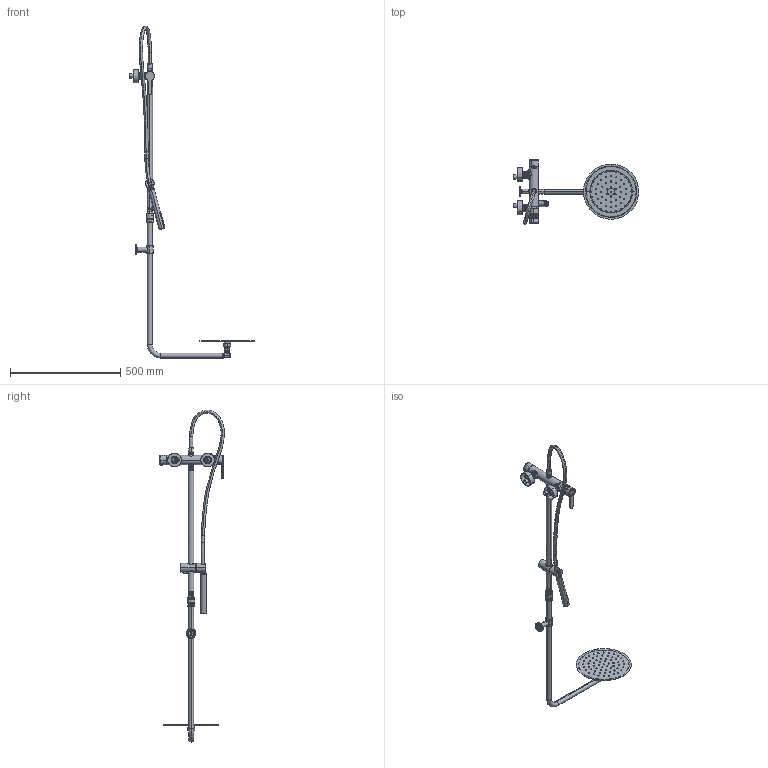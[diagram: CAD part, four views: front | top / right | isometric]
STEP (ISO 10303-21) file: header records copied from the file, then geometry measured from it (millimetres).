
FILE_DESCRIPTION(('CATIA V5 STEP Exchange','CAx-IF Rec.Pracs.--- Model Styling and Organization---1.5--- 2016-08-15','CAx-IF Rec.Pracs.---Supplemental Geometry---1.0---2011-11-01','CAx-IF Rec.Pracs.--- Composite Materials ---3.4---2017-06-13','CAx-IF Rec.Pracs.---Tessellated 3D Geometry---1.0---2015-12-17'),'2;1');
FILE_NAME('H200403221 x Rendering.stp','2023-12-20T14:10:50+00:00',('none'),('none'),'CATIA Version 5-6 Release 2020 SP2','CATIA V5 STEP AP242 v2','none');
FILE_SCHEMA(('AP242_MANAGED_MODEL_BASED_3D_ENGINEERING_MIM_LF {1 0 10303 442 1 1 4}'));
Products named in the file (68): H200403221_ASM; PR443_402_T2_ASM; ASM0001_T2_ASM; PRT0002; PRT0003; PRT0004; PRT0005; PRT0006; P95193_00_ASM_ASM; PRT0007; PRT0008; PRT0009; PRT0010; PRT0011; PR96110_01_ASM_ASM; PRT0012; PRT0013; PRT0014; PRT0015; P96794_00_ASM_ASM; PRT0016; PRT0017; PRT0018; PRT0019; PRT0020; P50166_01; 99339_ASM; 99335_ASM; 99333_ASM; 46041; 46042; 45482; ORM_0120-20; 46043; 33014; ORM_0230-25; 99334; 99338_AF0_ASM; 99336_ASM; 46044 ...
Assembly tree (74 placements, depth 6):
  H200403221_ASM
    PR443_402_T2_ASM
      ASM0001_T2_ASM
        PRT0002
        PRT0003
        PRT0004
        PRT0005  x2
        PRT0006  x2
        P95193_00_ASM_ASM
          PRT0007
          PRT0008
        PRT0009
        PRT0010
        PRT0011
        PR96110_01_ASM_ASM  x2
          PRT0012
          PRT0013
          PRT0014
        PRT0015
        P96794_00_ASM_ASM
          PRT0016
          PRT0017
          PRT0018
        PRT0019
        PRT0020
        P50166_01
    99339_ASM
      99335_ASM
        99333_ASM
          46041
          46042
        45482
        ORM_0120-20
        46043
        33014
        ORM_0230-25
        99334
      99338_AF0_ASM
        99336_ASM
          46044
          46045
          PRG0078_ANELLO  x3
          46046
        OR_123  x2
        52672
        46047
        OR_2087
        P44627
        99337_ASM
          33015
          SU_23_CP_ASM
            SU_23
            ORM_0370-20
          RO_147
          GR_18
          ORM_0220-25  x2
        OR_2031
      98294_ASM
        52520
    FD_22FA_RENDER
Bounding box: 568 x 292.93 x 1503.43 mm (x, y, z)
Volume: 1110155.1 mm3; surface area: 656353.2 mm2
Topology: 62 solids, 80 shells, 3762 faces, 9635 edges, 6239 vertices
Faces by surface type: cylinder 1359, plane 1226, cone 489, torus 451, bspline 209, sphere 26, extrusion 2
Entity records: 126170 total; most frequent: CARTESIAN_POINT 51462, ORIENTED_EDGE 17606, DIRECTION 10707, EDGE_CURVE 8832, VERTEX_POINT 5754, AXIS2_PLACEMENT_3D 5419, EDGE_LOOP 3903, ADVANCED_FACE 3456
